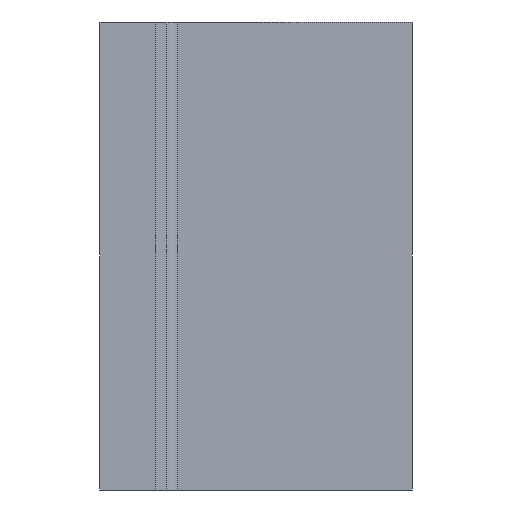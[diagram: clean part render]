
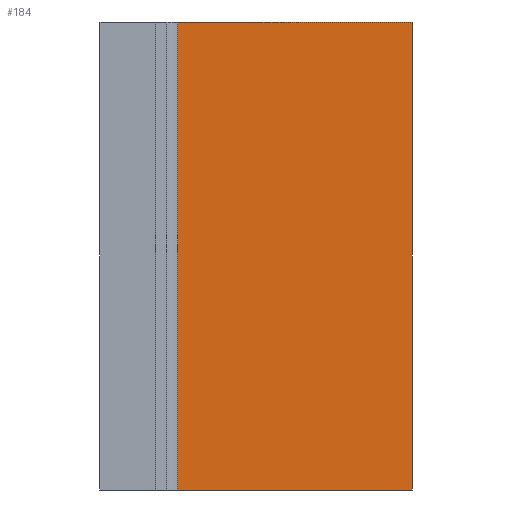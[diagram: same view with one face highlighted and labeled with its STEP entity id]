
A CAD part, left-side view. The second image highlights one B-rep face of the part: STEP entity #184.
In plain terms, the highlighted planar face has unit normal (-1, 0, 0).
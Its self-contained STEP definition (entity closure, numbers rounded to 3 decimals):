
#123=CARTESIAN_POINT('POINT11',(-1.,0.,-0.75));
#124=VERTEX_POINT('VERTEX11',#123);
#131=CARTESIAN_POINT('POINT12',(-1.,0.,0.75));
#132=VERTEX_POINT('VERTEX12',#131);
#133=CARTESIAN_POINT('POS16',(-1.,0.,-0.75));
#134=DIRECTION('DIR21',(0.,0.,-1.));
#135=VECTOR('VEC11',#134,1.);
#136=LINE('STRAIGHT11',#133,#135);
#137=EDGE_CURVE('EDGE15',#132,#124,#136,.T.);
#154=CARTESIAN_POINT('POINT13',(-1.,-0.75,-0.75));
#155=VERTEX_POINT('VERTEX13',#154);
#156=CARTESIAN_POINT('POS19',(-1.,0.,-0.75));
#157=DIRECTION('DIR25',(0.,1.,0.));
#158=VECTOR('VEC13',#157,1.);
#159=LINE('STRAIGHT13',#156,#158);
#160=EDGE_CURVE('EDGE17',#155,#124,#159,.T.);
#161=ORIENTED_EDGE('COEDGE21',*,*,#160,.F.);
#162=CARTESIAN_POINT('POINT14',(-1.,-0.75,0.75));
#163=VERTEX_POINT('VERTEX14',#162);
#164=CARTESIAN_POINT('POS20',(-1.,-0.75,-0.75));
#165=DIRECTION('DIR26',(0.,0.,-1.));
#166=VECTOR('VEC14',#165,1.);
#167=LINE('STRAIGHT14',#164,#166);
#168=EDGE_CURVE('EDGE18',#163,#155,#167,.T.);
#169=ORIENTED_EDGE('COEDGE22',*,*,#168,.F.);
#170=CARTESIAN_POINT('POS21',(-1.,0.,0.75));
#171=DIRECTION('DIR27',(0.,1.,0.));
#172=VECTOR('VEC15',#171,1.);
#173=LINE('STRAIGHT15',#170,#172);
#174=EDGE_CURVE('EDGE19',#163,#132,#173,.T.);
#175=ORIENTED_EDGE('COEDGE23',*,*,#174,.T.);
#176=ORIENTED_EDGE('COEDGE24',*,*,#137,.T.);
#177=EDGE_LOOP('NONE',(#161,#169,#175,#176));
#178=FACE_BOUND('LOOP1',#177,.T.);
#179=CARTESIAN_POINT('POS22',(-1.,0.,-0.75));
#180=DIRECTION('DIR28',(-1.,0.,0.));
#181=DIRECTION('DIR29',(0.,1.,0.));
#182=AXIS2_PLACEMENT_3D('AXIS7',#179,#180,#181);
#183=PLANE('PLANE4',#182);
#184=ADVANCED_FACE('FACE6',(#178),#183,.T.);
